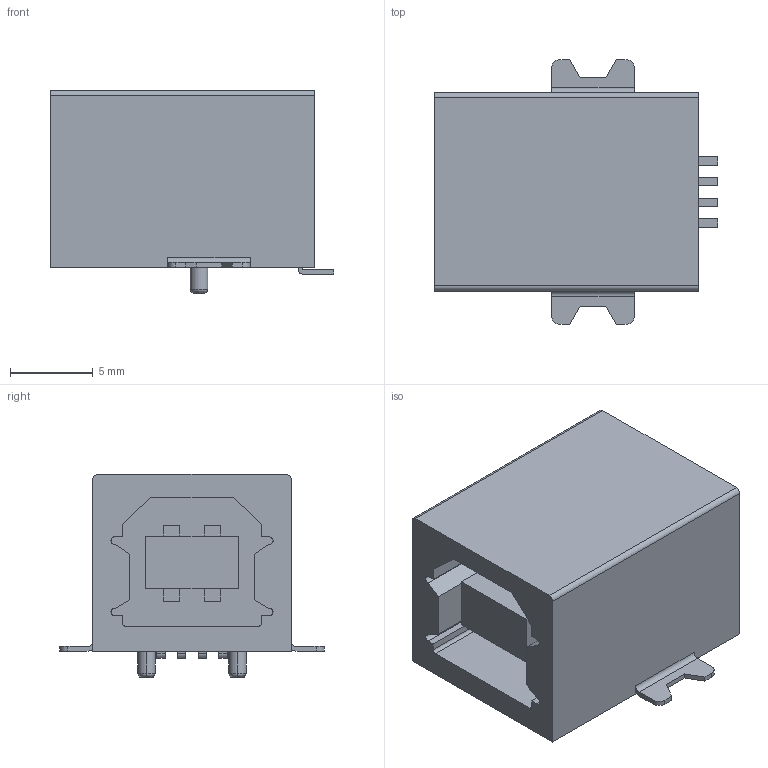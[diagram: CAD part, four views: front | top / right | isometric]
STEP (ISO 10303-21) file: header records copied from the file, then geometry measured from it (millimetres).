
FILE_DESCRIPTION(('FreeCAD Model'),'2;1');
FILE_NAME('USB_B-smd.STEP','2016-02-15T10:26:51',('Author'),(''), 'Open CASCADE STEP processor 6.8','FreeCAD','Unknown');
FILE_SCHEMA(('AUTOMOTIVE_DESIGN_CC2 { 1 2 10303 214 -1 1 5 4 }'));
Length unit declared in the file: millimetre
Products named in the file (1): USB_B-smd
Bounding box: 17.15 x 16 x 12.28 mm (x, y, z)
Volume: 1424.4 mm3; surface area: 1877 mm2
Topology: 1 solids, 1 shells, 128 faces, 346 edges, 230 vertices
Faces by surface type: plane 96, cylinder 28, bspline 4
Entity records: 12363 total; most frequent: CARTESIAN_POINT 4763, DIRECTION 1175, LINE 786, VECTOR 786, ORIENTED_EDGE 692, PCURVE 692, DEFINITIONAL_REPRESENTATION 692, EDGE_CURVE 346
